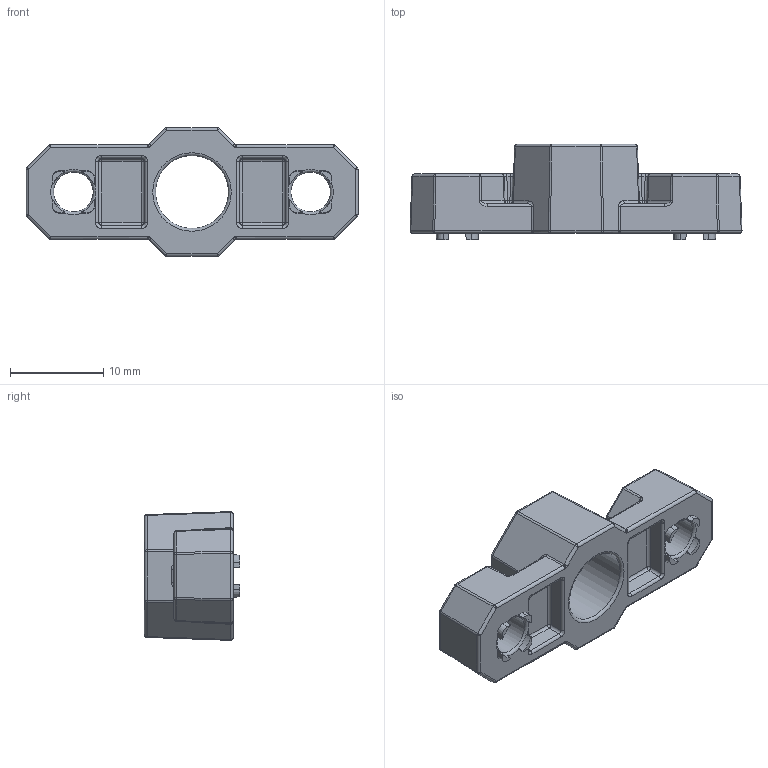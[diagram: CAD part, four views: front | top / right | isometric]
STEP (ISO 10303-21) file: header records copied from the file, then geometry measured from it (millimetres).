
FILE_DESCRIPTION(/* description */ ('STEP AP203'),/* implementation_level */ '2;1');
FILE_NAME(/* name */ 'bearing HS_MIR.ipt.step',/* time_stamp */ '2020-04-16T22:53:05-04:00',/* author */ (''),/* organization */ (''),/* preprocessor_version */ 'ST-DEVELOPER v17',/* originating_system */ 'Autodesk Inventor 2019',/* authorisation */ '');
FILE_SCHEMA (('AUTOMOTIVE_DESIGN { 1 0 10303 214 3 1 1 }'));
Length unit declared in the file: millimetre
Products named in the file (1): bearing HS_MIR
Bounding box: 35.54 x 10.21 x 13.78 mm (x, y, z)
Volume: 1891.8 mm3; surface area: 1789.3 mm2
Topology: 1 solids, 1 shells, 344 faces, 862 edges, 468 vertices
Faces by surface type: cylinder 135, plane 88, sphere 52, bspline 47, cone 16, torus 6
Full cylindrical faces by diameter (mm): 4.242 x2, 7.8 x1
Entity records: 11371 total; most frequent: CARTESIAN_POINT 3178, DIRECTION 1719, ORIENTED_EDGE 1620, EDGE_CURVE 810, AXIS2_PLACEMENT_3D 677, VERTEX_POINT 468, LINE 365, VECTOR 365
